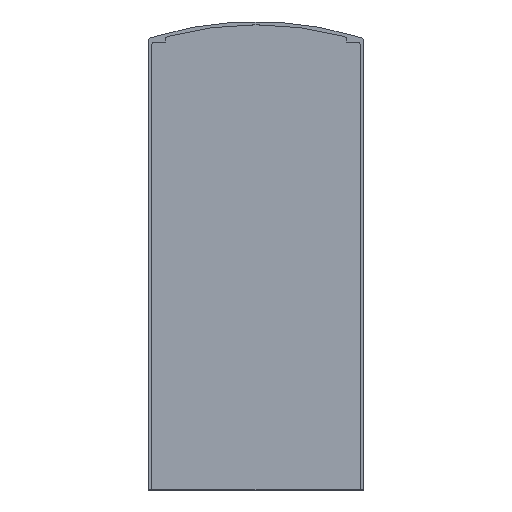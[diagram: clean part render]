
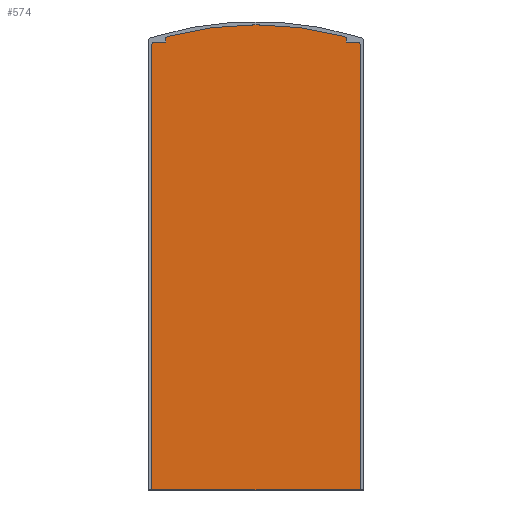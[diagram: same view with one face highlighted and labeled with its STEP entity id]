
A CAD part, top view. The second image highlights one B-rep face of the part: STEP entity #574.
In plain terms, the highlighted planar face has unit normal (0, 0, 1).
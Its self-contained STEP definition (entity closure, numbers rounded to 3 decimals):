
#14 = DIRECTION ( 'NONE',  ( 0., 1., 0. ) ) ;
#16 = CIRCLE ( 'NONE', #392, 99.156 ) ;
#20 = VERTEX_POINT ( 'NONE', #643 ) ;
#27 = VERTEX_POINT ( 'NONE', #440 ) ;
#35 = EDGE_CURVE ( 'NONE', #77, #408, #117, .T. ) ;
#77 = VERTEX_POINT ( 'NONE', #559 ) ;
#81 = VERTEX_POINT ( 'NONE', #509 ) ;
#88 = VERTEX_POINT ( 'NONE', #289 ) ;
#95 = CARTESIAN_POINT ( 'NONE',  ( -29.25, 129., 2. ) ) ;
#97 = DIRECTION ( 'NONE',  ( -1., 0., 0. ) ) ;
#101 = CARTESIAN_POINT ( 'NONE',  ( -25.507, 131.663, 2. ) ) ;
#114 = EDGE_CURVE ( 'NONE', #20, #209, #489, .T. ) ;
#117 = LINE ( 'NONE', #274, #571 ) ;
#139 = VECTOR ( 'NONE', #422, 1000. ) ;
#142 = CARTESIAN_POINT ( 'NONE',  ( 30.25, 0., 2. ) ) ;
#151 = VECTOR ( 'NONE', #622, 1000. ) ;
#164 = ORIENTED_EDGE ( 'NONE', *, *, #364, .F. ) ;
#181 = AXIS2_PLACEMENT_3D ( 'NONE', #361, #565, #511 ) ;
#192 = CARTESIAN_POINT ( 'NONE',  ( -30.25, 129., 2. ) ) ;
#195 = CARTESIAN_POINT ( 'NONE',  ( 26.25, 130.697, 2. ) ) ;
#202 = AXIS2_PLACEMENT_3D ( 'NONE', #459, #569, #418 ) ;
#209 = VERTEX_POINT ( 'NONE', #416 ) ;
#210 = CARTESIAN_POINT ( 'NONE',  ( -30.25, 0., 2. ) ) ;
#212 = AXIS2_PLACEMENT_3D ( 'NONE', #95, #311, #518 ) ;
#214 = CARTESIAN_POINT ( 'NONE',  ( 0., 35.844, 2. ) ) ;
#219 = EDGE_CURVE ( 'NONE', #238, #20, #16, .T. ) ;
#229 = ORIENTED_EDGE ( 'NONE', *, *, #628, .T. ) ;
#238 = VERTEX_POINT ( 'NONE', #101 ) ;
#243 = PLANE ( 'NONE',  #202 ) ;
#245 = VERTEX_POINT ( 'NONE', #566 ) ;
#250 = EDGE_CURVE ( 'NONE', #624, #573, #280, .T. ) ;
#260 = LINE ( 'NONE', #485, #637 ) ;
#266 = ORIENTED_EDGE ( 'NONE', *, *, #579, .F. ) ;
#274 = CARTESIAN_POINT ( 'NONE',  ( 26.25, 130., 2. ) ) ;
#280 = CIRCLE ( 'NONE', #212, 1. ) ;
#283 = CIRCLE ( 'NONE', #181, 1. ) ;
#289 = CARTESIAN_POINT ( 'NONE',  ( -26.25, 130.697, 2. ) ) ;
#303 = EDGE_CURVE ( 'NONE', #81, #88, #260, .T. ) ;
#310 = FACE_OUTER_BOUND ( 'NONE', #510, .T. ) ;
#311 = DIRECTION ( 'NONE',  ( 0., 0., -1. ) ) ;
#333 = EDGE_CURVE ( 'NONE', #245, #561, #539, .T. ) ;
#346 = CIRCLE ( 'NONE', #426, 1. ) ;
#348 = DIRECTION ( 'NONE',  ( 0., 0., -1. ) ) ;
#351 = CARTESIAN_POINT ( 'NONE',  ( -29.25, 130., 2. ) ) ;
#361 = CARTESIAN_POINT ( 'NONE',  ( -25.25, 130.697, 2. ) ) ;
#364 = EDGE_CURVE ( 'NONE', #245, #624, #586, .T. ) ;
#367 = ORIENTED_EDGE ( 'NONE', *, *, #250, .F. ) ;
#369 = CARTESIAN_POINT ( 'NONE',  ( 30.25, 0., 2. ) ) ;
#389 = DIRECTION ( 'NONE',  ( 1., 0., 0. ) ) ;
#391 = CARTESIAN_POINT ( 'NONE',  ( 25.25, 130.697, 2. ) ) ;
#392 = AXIS2_PLACEMENT_3D ( 'NONE', #214, #623, #634 ) ;
#402 = ORIENTED_EDGE ( 'NONE', *, *, #35, .F. ) ;
#404 = VECTOR ( 'NONE', #14, 1000. ) ;
#408 = VERTEX_POINT ( 'NONE', #592 ) ;
#416 = CARTESIAN_POINT ( 'NONE',  ( 26.25, 130.697, 2. ) ) ;
#418 = DIRECTION ( 'NONE',  ( -1., 0., 0. ) ) ;
#422 = DIRECTION ( 'NONE',  ( 1., 0., 0. ) ) ;
#426 = AXIS2_PLACEMENT_3D ( 'NONE', #610, #649, #97 ) ;
#435 = CARTESIAN_POINT ( 'NONE',  ( -30.25, 0., 2. ) ) ;
#440 = CARTESIAN_POINT ( 'NONE',  ( 30.25, 129., 2. ) ) ;
#446 = DIRECTION ( 'NONE',  ( 1., 0., 0. ) ) ;
#457 = ORIENTED_EDGE ( 'NONE', *, *, #219, .F. ) ;
#459 = CARTESIAN_POINT ( 'NONE',  ( -25.25, 130.697, 2. ) ) ;
#474 = LINE ( 'NONE', #195, #616 ) ;
#482 = AXIS2_PLACEMENT_3D ( 'NONE', #391, #348, #601 ) ;
#485 = CARTESIAN_POINT ( 'NONE',  ( -26.25, 130., 2. ) ) ;
#489 = CIRCLE ( 'NONE', #482, 1. ) ;
#504 = ORIENTED_EDGE ( 'NONE', *, *, #114, .F. ) ;
#509 = CARTESIAN_POINT ( 'NONE',  ( -26.25, 130., 2. ) ) ;
#510 = EDGE_LOOP ( 'NONE', ( #580, #564, #667, #367, #164, #680, #229, #577, #402, #266, #504, #457 ) ) ;
#511 = DIRECTION ( 'NONE',  ( -1., 0., 0. ) ) ;
#518 = DIRECTION ( 'NONE',  ( -1., 0., 0. ) ) ;
#539 = LINE ( 'NONE', #210, #139 ) ;
#540 = EDGE_CURVE ( 'NONE', #573, #81, #549, .T. ) ;
#549 = LINE ( 'NONE', #351, #603 ) ;
#552 = EDGE_CURVE ( 'NONE', #408, #27, #346, .T. ) ;
#559 = CARTESIAN_POINT ( 'NONE',  ( 26.25, 130., 2. ) ) ;
#561 = VERTEX_POINT ( 'NONE', #369 ) ;
#564 = ORIENTED_EDGE ( 'NONE', *, *, #303, .F. ) ;
#565 = DIRECTION ( 'NONE',  ( 0., 0., -1. ) ) ;
#566 = CARTESIAN_POINT ( 'NONE',  ( -30.25, 0., 2. ) ) ;
#569 = DIRECTION ( 'NONE',  ( 0., 0., -1. ) ) ;
#571 = VECTOR ( 'NONE', #389, 1000. ) ;
#573 = VERTEX_POINT ( 'NONE', #669 ) ;
#574 = ADVANCED_FACE ( 'NONE', ( #310 ), #243, .F. ) ;
#575 = LINE ( 'NONE', #142, #151 ) ;
#577 = ORIENTED_EDGE ( 'NONE', *, *, #552, .F. ) ;
#579 = EDGE_CURVE ( 'NONE', #209, #77, #474, .T. ) ;
#580 = ORIENTED_EDGE ( 'NONE', *, *, #633, .F. ) ;
#586 = LINE ( 'NONE', #435, #404 ) ;
#592 = CARTESIAN_POINT ( 'NONE',  ( 29.25, 130., 2. ) ) ;
#597 = DIRECTION ( 'NONE',  ( 0., 1., 0. ) ) ;
#601 = DIRECTION ( 'NONE',  ( -1., 0., 0. ) ) ;
#603 = VECTOR ( 'NONE', #446, 1000. ) ;
#610 = CARTESIAN_POINT ( 'NONE',  ( 29.25, 129., 2. ) ) ;
#616 = VECTOR ( 'NONE', #664, 1000. ) ;
#622 = DIRECTION ( 'NONE',  ( 0., 1., 0. ) ) ;
#623 = DIRECTION ( 'NONE',  ( 0., 0., -1. ) ) ;
#624 = VERTEX_POINT ( 'NONE', #192 ) ;
#628 = EDGE_CURVE ( 'NONE', #561, #27, #575, .T. ) ;
#633 = EDGE_CURVE ( 'NONE', #88, #238, #283, .T. ) ;
#634 = DIRECTION ( 'NONE',  ( -1., 0., 0. ) ) ;
#637 = VECTOR ( 'NONE', #597, 1000. ) ;
#643 = CARTESIAN_POINT ( 'NONE',  ( 25.507, 131.663, 2. ) ) ;
#649 = DIRECTION ( 'NONE',  ( 0., 0., -1. ) ) ;
#664 = DIRECTION ( 'NONE',  ( 0., -1., 0. ) ) ;
#667 = ORIENTED_EDGE ( 'NONE', *, *, #540, .F. ) ;
#669 = CARTESIAN_POINT ( 'NONE',  ( -29.25, 130., 2. ) ) ;
#680 = ORIENTED_EDGE ( 'NONE', *, *, #333, .T. ) ;
